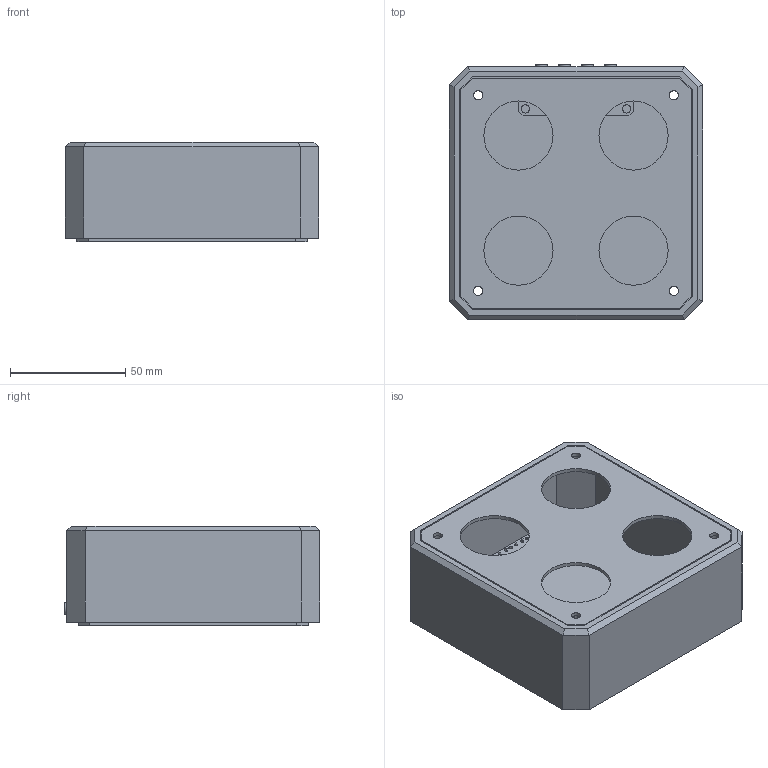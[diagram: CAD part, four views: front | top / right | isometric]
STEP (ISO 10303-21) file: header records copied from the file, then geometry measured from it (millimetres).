
FILE_DESCRIPTION(/* description */ (''),/* implementation_level */ '2;1');
FILE_NAME(/* name */ 'ARC base module.step',/* time_stamp */ '2024-05-17T14:17:17-04:00',/* author */ (''),/* organization */ (''),/* preprocessor_version */ 'ST-DEVELOPER v20',/* originating_system */ 'Autodesk Translation Framework v12.20.1.177',/* authorisation */ '');
FILE_SCHEMA (('AUTOMOTIVE_DESIGN { 1 0 10303 214 3 1 1 }'));
Length unit declared in the file: millimetre
Products named in the file (18): Arc module; Board; arc module_1; Board_1; V46O-CN5; CONN-TH_5P-P3.50_DORABO_DB125-3.5-5P-GN-S; SOLID; V46O-CN2; AUDIO-TH_PJ-3136-B; V46O-CN3; AUDIO-TH_PJ-3136-B_1; V46O-CN4; AUDIO-TH_PJ-3136-B_2; V46O-CN1; AUDIO-TH_PJ-3136-B_3; COMPOUND; 3D_PCB_Bottom-plate_2024-04-26_2024-04-26; Board_2
Assembly tree (20 placements, depth 5):
  Arc module
    Board
    arc module_1
      Board_1
      V46O-CN5
        CONN-TH_5P-P3.50_DORABO_DB125-3.5-5P-GN-S
          SOLID
      V46O-CN2
        AUDIO-TH_PJ-3136-B
          COMPOUND
      V46O-CN3
        AUDIO-TH_PJ-3136-B_1
          COMPOUND
      V46O-CN4
        AUDIO-TH_PJ-3136-B_2
          COMPOUND
      V46O-CN1
        AUDIO-TH_PJ-3136-B_3
          COMPOUND
    3D_PCB_Bottom-plate_2024-04-26_2024-04-26
      Board_2
Bounding box: 110 x 111.08 x 43.2 mm (x, y, z)
Volume: 192384.1 mm3; surface area: 85451.3 mm2
Topology: 30 solids, 30 shells, 2730 faces, 7297 edges, 4772 vertices
Faces by surface type: plane 1835, bspline 570, cylinder 323, cone 2
Full cylindrical faces by diameter (mm): 1.152 x2, 1.2 x8, 1.4 x5, 1.7 x8, 2.8 x5, 3 x5, 3.6 x4, 3.602 x4, 4.05 x16, 5 x4, 5.5 x4, 30.05 x4
Entity records: 42260 total; most frequent: CARTESIAN_POINT 11024, ORIENTED_EDGE 6434, DIRECTION 5529, EDGE_CURVE 3217, LINE 2413, VECTOR 2413, VERTEX_POINT 2108, AXIS2_PLACEMENT_3D 1558
